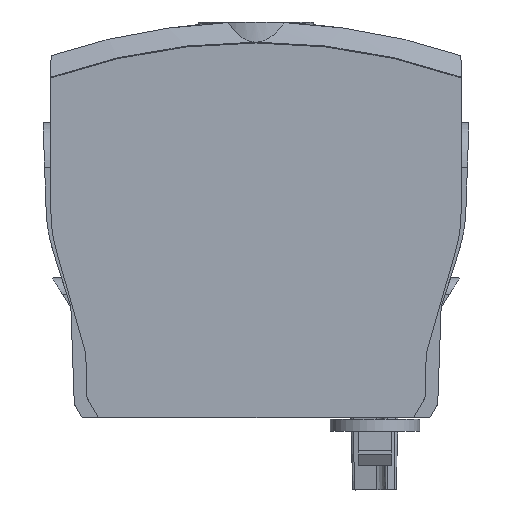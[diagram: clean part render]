
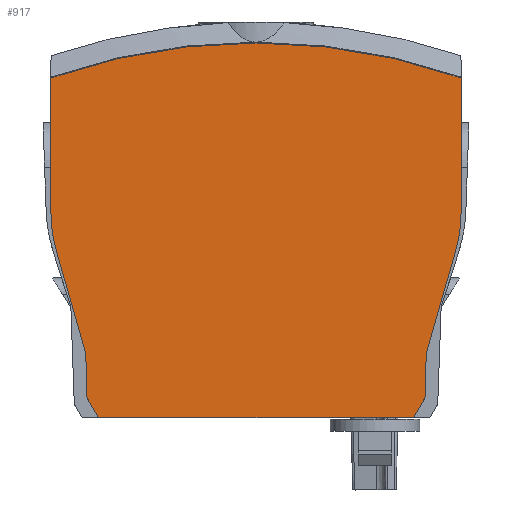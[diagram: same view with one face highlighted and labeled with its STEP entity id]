
A CAD part, top view. The second image highlights one B-rep face of the part: STEP entity #917.
In plain terms, the highlighted planar face has unit normal (0, 0, 1).
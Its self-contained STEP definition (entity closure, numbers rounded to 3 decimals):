
#143 = ORIENTED_EDGE ( 'NONE', *, *, #5424, .T. ) ;
#228 = CIRCLE ( 'NONE', #2337, 15.8 ) ;
#279 = VECTOR ( 'NONE', #5940, 1000. ) ;
#326 = DIRECTION ( 'NONE',  ( 0., 0., -1. ) ) ;
#483 = VERTEX_POINT ( 'NONE', #1457 ) ;
#667 = CARTESIAN_POINT ( 'NONE',  ( -17.2, 0., 4.9 ) ) ;
#668 = VECTOR ( 'NONE', #3636, 1000. ) ;
#775 = CARTESIAN_POINT ( 'NONE',  ( -21.788, 18.145, 4.9 ) ) ;
#829 = AXIS2_PLACEMENT_3D ( 'NONE', #7686, #1148, #4919 ) ;
#866 = ORIENTED_EDGE ( 'NONE', *, *, #3663, .T. ) ;
#870 = LINE ( 'NONE', #1630, #1760 ) ;
#917 = ADVANCED_FACE ( 'NONE', ( #7504 ), #1114, .F. ) ;
#978 = AXIS2_PLACEMENT_3D ( 'NONE', #8930, #2408, #5326 ) ;
#1011 = VERTEX_POINT ( 'NONE', #6679 ) ;
#1109 = VECTOR ( 'NONE', #3751, 1000. ) ;
#1114 = PLANE ( 'NONE',  #2364 ) ;
#1148 = DIRECTION ( 'NONE',  ( 0., 0., 1. ) ) ;
#1355 = ORIENTED_EDGE ( 'NONE', *, *, #8028, .T. ) ;
#1372 = LINE ( 'NONE', #4394, #668 ) ;
#1455 = VECTOR ( 'NONE', #3641, 1000. ) ;
#1457 = CARTESIAN_POINT ( 'NONE',  ( 18.582, 6.965, 4.9 ) ) ;
#1471 = DIRECTION ( 'NONE',  ( 0.276, 0.961, 0. ) ) ;
#1479 = ORIENTED_EDGE ( 'NONE', *, *, #3720, .T. ) ;
#1528 = DIRECTION ( 'NONE',  ( 0., -1., 0. ) ) ;
#1630 = CARTESIAN_POINT ( 'NONE',  ( -22.4, 22.5, 4.9 ) ) ;
#1760 = VECTOR ( 'NONE', #1528, 1000. ) ;
#1876 = CARTESIAN_POINT ( 'NONE',  ( 22.4, 22.5, 4.9 ) ) ;
#1931 = VERTEX_POINT ( 'NONE', #6470 ) ;
#2180 = LINE ( 'NONE', #6499, #3309 ) ;
#2337 = AXIS2_PLACEMENT_3D ( 'NONE', #6083, #3215, #9067 ) ;
#2364 = AXIS2_PLACEMENT_3D ( 'NONE', #6266, #326, #6943 ) ;
#2383 = EDGE_CURVE ( 'NONE', #2496, #483, #5544, .T. ) ;
#2408 = DIRECTION ( 'NONE',  ( 0., 0., 1. ) ) ;
#2480 = EDGE_CURVE ( 'NONE', #4505, #1011, #1372, .T. ) ;
#2496 = VERTEX_POINT ( 'NONE', #8803 ) ;
#2598 = CARTESIAN_POINT ( 'NONE',  ( -22.4, 37.087, 4.9 ) ) ;
#2759 = ORIENTED_EDGE ( 'NONE', *, *, #4893, .T. ) ;
#2972 = ORIENTED_EDGE ( 'NONE', *, *, #2383, .T. ) ;
#2985 = VERTEX_POINT ( 'NONE', #775 ) ;
#3215 = DIRECTION ( 'NONE',  ( 0., 0., 1. ) ) ;
#3309 = VECTOR ( 'NONE', #1471, 1000. ) ;
#3321 = EDGE_CURVE ( 'NONE', #1011, #2496, #5033, .T. ) ;
#3353 = CARTESIAN_POINT ( 'NONE',  ( 18.5, 2.252, 4.9 ) ) ;
#3455 = LINE ( 'NONE', #9248, #4044 ) ;
#3519 = EDGE_CURVE ( 'NONE', #8747, #7842, #7221, .T. ) ;
#3527 = VECTOR ( 'NONE', #9357, 1000. ) ;
#3621 = CARTESIAN_POINT ( 'NONE',  ( -18.5, 2.252, 4.9 ) ) ;
#3636 = DIRECTION ( 'NONE',  ( 1., 0., 0. ) ) ;
#3641 = DIRECTION ( 'NONE',  ( 0., 1., 0. ) ) ;
#3663 = EDGE_CURVE ( 'NONE', #5017, #1931, #7114, .T. ) ;
#3720 = EDGE_CURVE ( 'NONE', #483, #7756, #2180, .T. ) ;
#3751 = DIRECTION ( 'NONE',  ( 0.5, -0.866, 0. ) ) ;
#3881 = VECTOR ( 'NONE', #5497, 1000. ) ;
#4044 = VECTOR ( 'NONE', #5631, 1000. ) ;
#4167 = EDGE_CURVE ( 'NONE', #1931, #5294, #4940, .T. ) ;
#4186 = EDGE_CURVE ( 'NONE', #2985, #8747, #3455, .T. ) ;
#4259 = ORIENTED_EDGE ( 'NONE', *, *, #5226, .T. ) ;
#4264 = LINE ( 'NONE', #5734, #1109 ) ;
#4394 = CARTESIAN_POINT ( 'NONE',  ( -17.2, 0., 4.9 ) ) ;
#4505 = VERTEX_POINT ( 'NONE', #667 ) ;
#4532 = VERTEX_POINT ( 'NONE', #6436 ) ;
#4893 = EDGE_CURVE ( 'NONE', #7756, #5017, #228, .T. ) ;
#4919 = DIRECTION ( 'NONE',  ( -1., 0., 0. ) ) ;
#4940 = CIRCLE ( 'NONE', #829, 67.7 ) ;
#4973 = ORIENTED_EDGE ( 'NONE', *, *, #3321, .T. ) ;
#5017 = VERTEX_POINT ( 'NONE', #7817 ) ;
#5033 = LINE ( 'NONE', #7040, #3527 ) ;
#5082 = CIRCLE ( 'NONE', #978, 15.8 ) ;
#5226 = EDGE_CURVE ( 'NONE', #4532, #2985, #5082, .T. ) ;
#5294 = VERTEX_POINT ( 'NONE', #2598 ) ;
#5326 = DIRECTION ( 'NONE',  ( -1., 0., 0. ) ) ;
#5424 = EDGE_CURVE ( 'NONE', #7842, #4505, #4264, .T. ) ;
#5497 = DIRECTION ( 'NONE',  ( 0.017, 1., 0. ) ) ;
#5544 = LINE ( 'NONE', #3353, #3881 ) ;
#5600 = CARTESIAN_POINT ( 'NONE',  ( 21.788, 18.145, 4.9 ) ) ;
#5631 = DIRECTION ( 'NONE',  ( 0.276, -0.961, 0. ) ) ;
#5635 = EDGE_LOOP ( 'NONE', ( #143, #5726, #4973, #2972, #1479, #2759, #866, #8133, #1355, #4259, #5954, #6560 ) ) ;
#5726 = ORIENTED_EDGE ( 'NONE', *, *, #2480, .T. ) ;
#5729 = CARTESIAN_POINT ( 'NONE',  ( -18.5, 2.252, 4.9 ) ) ;
#5734 = CARTESIAN_POINT ( 'NONE',  ( -17.2, 0., 4.9 ) ) ;
#5940 = DIRECTION ( 'NONE',  ( 0.017, -1., 0. ) ) ;
#5954 = ORIENTED_EDGE ( 'NONE', *, *, #4186, .T. ) ;
#6049 = CARTESIAN_POINT ( 'NONE',  ( -18.582, 6.965, 4.9 ) ) ;
#6083 = CARTESIAN_POINT ( 'NONE',  ( 6.6, 22.5, 4.9 ) ) ;
#6266 = CARTESIAN_POINT ( 'NONE',  ( -6.6, 22.5, 4.9 ) ) ;
#6436 = CARTESIAN_POINT ( 'NONE',  ( -22.4, 22.5, 4.9 ) ) ;
#6470 = CARTESIAN_POINT ( 'NONE',  ( 22.4, 37.087, 4.9 ) ) ;
#6499 = CARTESIAN_POINT ( 'NONE',  ( 18.582, 6.965, 4.9 ) ) ;
#6560 = ORIENTED_EDGE ( 'NONE', *, *, #3519, .T. ) ;
#6679 = CARTESIAN_POINT ( 'NONE',  ( 17.2, 0., 4.9 ) ) ;
#6943 = DIRECTION ( 'NONE',  ( -1., 0., 0. ) ) ;
#7040 = CARTESIAN_POINT ( 'NONE',  ( 17.2, 0., 4.9 ) ) ;
#7114 = LINE ( 'NONE', #1876, #1455 ) ;
#7221 = LINE ( 'NONE', #3621, #279 ) ;
#7504 = FACE_OUTER_BOUND ( 'NONE', #5635, .T. ) ;
#7686 = CARTESIAN_POINT ( 'NONE',  ( 0., -26.8, 4.9 ) ) ;
#7756 = VERTEX_POINT ( 'NONE', #5600 ) ;
#7817 = CARTESIAN_POINT ( 'NONE',  ( 22.4, 22.5, 4.9 ) ) ;
#7842 = VERTEX_POINT ( 'NONE', #5729 ) ;
#8028 = EDGE_CURVE ( 'NONE', #5294, #4532, #870, .T. ) ;
#8133 = ORIENTED_EDGE ( 'NONE', *, *, #4167, .T. ) ;
#8747 = VERTEX_POINT ( 'NONE', #6049 ) ;
#8803 = CARTESIAN_POINT ( 'NONE',  ( 18.5, 2.252, 4.9 ) ) ;
#8930 = CARTESIAN_POINT ( 'NONE',  ( -6.6, 22.5, 4.9 ) ) ;
#9067 = DIRECTION ( 'NONE',  ( 1., 0., 0. ) ) ;
#9248 = CARTESIAN_POINT ( 'NONE',  ( -18.582, 6.965, 4.9 ) ) ;
#9357 = DIRECTION ( 'NONE',  ( 0.5, 0.866, 0. ) ) ;
